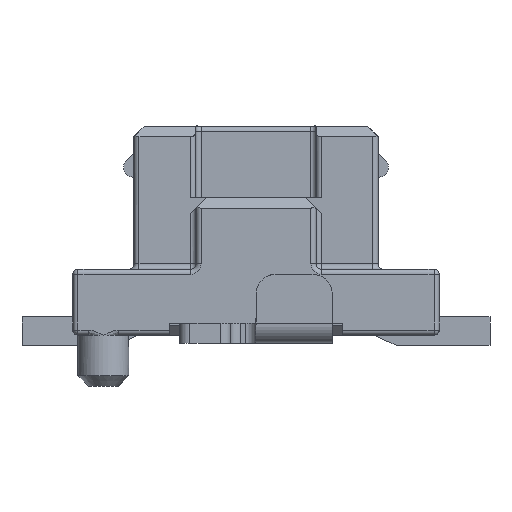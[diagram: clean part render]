
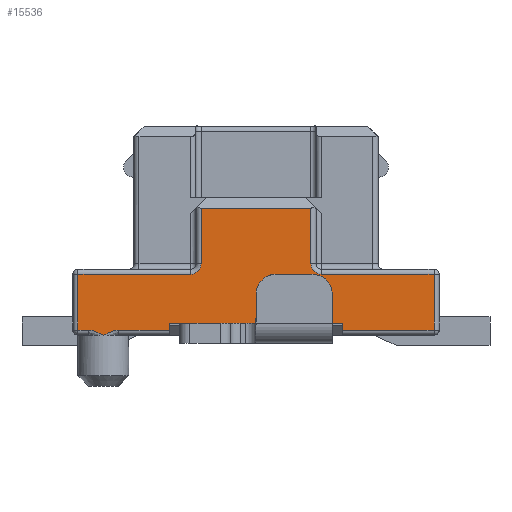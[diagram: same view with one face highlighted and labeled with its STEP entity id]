
A CAD part, left-side view. The second image highlights one B-rep face of the part: STEP entity #15536.
In plain terms, the highlighted planar face has unit normal (-1, 0, 0).
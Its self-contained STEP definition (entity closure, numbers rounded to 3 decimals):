
#394=PLANE('',#16444);
#1073=LINE('',#22460,#2917);
#1078=LINE('',#22498,#2922);
#1080=LINE('',#22501,#2924);
#1096=LINE('',#22571,#2940);
#1110=LINE('',#22725,#2954);
#1137=LINE('',#22808,#2981);
#1144=LINE('',#22823,#2988);
#1145=LINE('',#22826,#2989);
#1146=LINE('',#22828,#2990);
#1147=LINE('',#22830,#2991);
#1148=LINE('',#22832,#2992);
#1149=LINE('',#22834,#2993);
#1150=LINE('',#22836,#2994);
#1151=LINE('',#22838,#2995);
#1152=LINE('',#22841,#2996);
#2917=VECTOR('',#17945,10.);
#2922=VECTOR('',#17990,10.);
#2924=VECTOR('',#17994,10.);
#2940=VECTOR('',#18076,10.);
#2954=VECTOR('',#18132,10.);
#2981=VECTOR('',#18177,1.18);
#2988=VECTOR('',#18188,0.12);
#2989=VECTOR('',#18191,1.7);
#2990=VECTOR('',#18192,1.7);
#2991=VECTOR('',#18193,1.7);
#2992=VECTOR('',#18194,0.12);
#2993=VECTOR('',#18195,10.);
#2994=VECTOR('',#18196,10.);
#2995=VECTOR('',#18197,10.);
#2996=VECTOR('',#18200,10.);
#4901=FACE_OUTER_BOUND('',#5685,.T.);
#5685=EDGE_LOOP('',(#11250,#11251,#11252,#11253,#11254,#11255,#11256,#11257,
#11258,#11259,#11260,#11261,#11262,#11263,#11264,#11265,#11266,#11267,#11268));
#6401=B_SPLINE_CURVE_WITH_KNOTS('',3,(#22714,#22715,#22716,#22717,#22718,
#22719),.UNSPECIFIED.,.F.,.F.,(4,2,4),(0.,0.,0.016),
 .UNSPECIFIED.);
#6402=B_SPLINE_CURVE_WITH_KNOTS('',3,(#22753,#22754,#22755,#22756,#22757,
#22758),.UNSPECIFIED.,.F.,.F.,(4,2,4),(0.035,0.051,
0.051),.UNSPECIFIED.);
#6470=CIRCLE('',#16361,0.1);
#6504=CIRCLE('',#16445,0.1);
#7085=VERTEX_POINT('',#22453);
#7087=VERTEX_POINT('',#22458);
#7090=VERTEX_POINT('',#22466);
#7091=VERTEX_POINT('',#22468);
#7100=VERTEX_POINT('',#22494);
#7121=VERTEX_POINT('',#22570);
#7135=VERTEX_POINT('',#22712);
#7137=VERTEX_POINT('',#22722);
#7138=VERTEX_POINT('',#22724);
#7155=VERTEX_POINT('',#22807);
#7161=VERTEX_POINT('',#22821);
#7162=VERTEX_POINT('',#22825);
#7163=VERTEX_POINT('',#22827);
#7164=VERTEX_POINT('',#22829);
#7165=VERTEX_POINT('',#22831);
#7166=VERTEX_POINT('',#22833);
#7167=VERTEX_POINT('',#22835);
#7168=VERTEX_POINT('',#22837);
#7169=VERTEX_POINT('',#22839);
#8637=EDGE_CURVE('',#7087,#7085,#1073,.T.);
#8641=EDGE_CURVE('',#7090,#7091,#6470,.T.);
#8656=EDGE_CURVE('',#7085,#7100,#1078,.T.);
#8658=EDGE_CURVE('',#7100,#7090,#1080,.T.);
#8693=EDGE_CURVE('',#7091,#7121,#1096,.T.);
#8720=EDGE_CURVE('',#7135,#7087,#6401,.T.);
#8722=EDGE_CURVE('',#7137,#7138,#1110,.T.);
#8725=EDGE_CURVE('',#7138,#7135,#6402,.T.);
#8752=EDGE_CURVE('',#7155,#7121,#1137,.T.);
#8760=EDGE_CURVE('',#7137,#7161,#1144,.T.);
#8761=EDGE_CURVE('',#7161,#7162,#1145,.T.);
#8762=EDGE_CURVE('',#7162,#7163,#1146,.T.);
#8763=EDGE_CURVE('',#7163,#7164,#1147,.T.);
#8764=EDGE_CURVE('',#7165,#7164,#1148,.T.);
#8765=EDGE_CURVE('',#7166,#7165,#1149,.T.);
#8766=EDGE_CURVE('',#7167,#7166,#1150,.T.);
#8767=EDGE_CURVE('',#7168,#7167,#1151,.T.);
#8768=EDGE_CURVE('',#7169,#7168,#6504,.T.);
#8769=EDGE_CURVE('',#7155,#7169,#1152,.T.);
#11250=ORIENTED_EDGE('',*,*,#8693,.F.);
#11251=ORIENTED_EDGE('',*,*,#8641,.F.);
#11252=ORIENTED_EDGE('',*,*,#8658,.F.);
#11253=ORIENTED_EDGE('',*,*,#8656,.F.);
#11254=ORIENTED_EDGE('',*,*,#8637,.F.);
#11255=ORIENTED_EDGE('',*,*,#8720,.F.);
#11256=ORIENTED_EDGE('',*,*,#8725,.F.);
#11257=ORIENTED_EDGE('',*,*,#8722,.F.);
#11258=ORIENTED_EDGE('',*,*,#8760,.T.);
#11259=ORIENTED_EDGE('',*,*,#8761,.T.);
#11260=ORIENTED_EDGE('',*,*,#8762,.T.);
#11261=ORIENTED_EDGE('',*,*,#8763,.T.);
#11262=ORIENTED_EDGE('',*,*,#8764,.F.);
#11263=ORIENTED_EDGE('',*,*,#8765,.F.);
#11264=ORIENTED_EDGE('',*,*,#8766,.F.);
#11265=ORIENTED_EDGE('',*,*,#8767,.F.);
#11266=ORIENTED_EDGE('',*,*,#8768,.F.);
#11267=ORIENTED_EDGE('',*,*,#8769,.F.);
#11268=ORIENTED_EDGE('',*,*,#8752,.T.);
#15536=ADVANCED_FACE('',(#4901),#394,.T.);
#16361=AXIS2_PLACEMENT_3D('',#22469,#17953,#17954);
#16444=AXIS2_PLACEMENT_3D('',#22824,#18189,#18190);
#16445=AXIS2_PLACEMENT_3D('',#22840,#18198,#18199);
#17945=DIRECTION('',(0.,1.,0.));
#17953=DIRECTION('center_axis',(-1.,0.,0.));
#17954=DIRECTION('ref_axis',(0.,-0.707,-0.707));
#17990=DIRECTION('',(0.,0.,1.));
#17994=DIRECTION('',(0.,-1.,0.));
#18076=DIRECTION('',(0.,0.,1.));
#18132=DIRECTION('',(0.,1.,0.));
#18177=DIRECTION('',(0.,1.,0.));
#18188=DIRECTION('',(0.,0.,1.));
#18189=DIRECTION('center_axis',(-1.,0.,0.));
#18190=DIRECTION('ref_axis',(0.,-1.,0.));
#18191=DIRECTION('',(0.,-1.,0.));
#18192=DIRECTION('',(0.,-1.,0.));
#18193=DIRECTION('',(0.,-1.,0.));
#18194=DIRECTION('',(0.,0.,1.));
#18195=DIRECTION('',(0.,1.,0.));
#18196=DIRECTION('',(0.,0.,-1.));
#18197=DIRECTION('',(0.,-1.,0.));
#18198=DIRECTION('center_axis',(-1.,0.,0.));
#18199=DIRECTION('ref_axis',(0.,0.707,-0.707));
#18200=DIRECTION('',(0.,0.,-1.));
#22453=CARTESIAN_POINT('',(-2.3,1.75,0.15));
#22458=CARTESIAN_POINT('',(-2.3,1.65,0.15));
#22460=CARTESIAN_POINT('',(-2.3,0.9,0.15));
#22466=CARTESIAN_POINT('',(-2.3,0.64,0.7));
#22468=CARTESIAN_POINT('',(-2.3,0.54,0.8));
#22469=CARTESIAN_POINT('Origin',(-2.3,0.64,0.8));
#22494=CARTESIAN_POINT('',(-2.3,1.75,0.7));
#22498=CARTESIAN_POINT('',(-2.3,1.75,0.1));
#22501=CARTESIAN_POINT('',(-2.3,0.9,0.7));
#22570=CARTESIAN_POINT('',(-2.3,0.54,1.35));
#22571=CARTESIAN_POINT('',(-2.3,0.54,1.125));
#22712=CARTESIAN_POINT('',(-2.3,1.5,0.1));
#22714=CARTESIAN_POINT('Ctrl Pts',(-2.3,1.5,0.1));
#22715=CARTESIAN_POINT('Ctrl Pts',(-2.3,1.501,0.1));
#22716=CARTESIAN_POINT('Ctrl Pts',(-2.3,1.501,0.101));
#22717=CARTESIAN_POINT('Ctrl Pts',(-2.3,1.548,0.124));
#22718=CARTESIAN_POINT('Ctrl Pts',(-2.3,1.598,0.15));
#22719=CARTESIAN_POINT('Ctrl Pts',(-2.3,1.65,0.15));
#22722=CARTESIAN_POINT('',(-2.3,0.85,0.15));
#22724=CARTESIAN_POINT('',(-2.3,1.35,0.15));
#22725=CARTESIAN_POINT('',(-2.3,0.9,0.15));
#22753=CARTESIAN_POINT('Ctrl Pts',(-2.3,1.35,0.15));
#22754=CARTESIAN_POINT('Ctrl Pts',(-2.3,1.402,0.15));
#22755=CARTESIAN_POINT('Ctrl Pts',(-2.3,1.452,0.124));
#22756=CARTESIAN_POINT('Ctrl Pts',(-2.3,1.499,0.101));
#22757=CARTESIAN_POINT('Ctrl Pts',(-2.3,1.499,0.1));
#22758=CARTESIAN_POINT('Ctrl Pts',(-2.3,1.5,0.1));
#22807=CARTESIAN_POINT('',(-2.3,-0.54,1.35));
#22808=CARTESIAN_POINT('',(-2.3,-0.59,1.35));
#22821=CARTESIAN_POINT('',(-2.3,0.85,0.22));
#22823=CARTESIAN_POINT('',(-2.3,0.85,0.1));
#22824=CARTESIAN_POINT('Origin',(-2.3,1.8,0.1));
#22825=CARTESIAN_POINT('',(-2.3,0.75,0.22));
#22826=CARTESIAN_POINT('',(-2.3,0.85,0.22));
#22827=CARTESIAN_POINT('',(-2.3,-0.75,0.22));
#22828=CARTESIAN_POINT('',(-2.3,0.85,0.22));
#22829=CARTESIAN_POINT('',(-2.3,-0.85,0.22));
#22830=CARTESIAN_POINT('',(-2.3,0.85,0.22));
#22831=CARTESIAN_POINT('',(-2.3,-0.85,0.15));
#22832=CARTESIAN_POINT('',(-2.3,-0.85,0.1));
#22833=CARTESIAN_POINT('',(-2.3,-1.75,0.15));
#22834=CARTESIAN_POINT('',(-2.3,0.9,0.15));
#22835=CARTESIAN_POINT('',(-2.3,-1.75,0.7));
#22836=CARTESIAN_POINT('',(-2.3,-1.75,0.1));
#22837=CARTESIAN_POINT('',(-2.3,-0.64,0.7));
#22838=CARTESIAN_POINT('',(-2.3,0.9,0.7));
#22839=CARTESIAN_POINT('',(-2.3,-0.54,0.8));
#22840=CARTESIAN_POINT('Origin',(-2.3,-0.64,0.8));
#22841=CARTESIAN_POINT('',(-2.3,-0.54,1.125));
